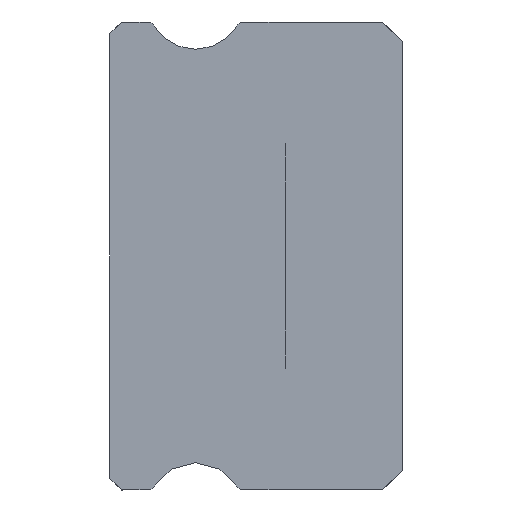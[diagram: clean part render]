
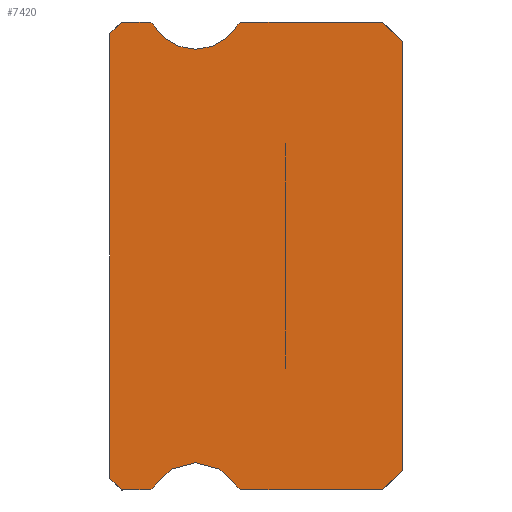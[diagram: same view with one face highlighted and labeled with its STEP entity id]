
A CAD part, left-side view. The second image highlights one B-rep face of the part: STEP entity #7420.
In plain terms, the highlighted planar face has unit normal (-1, 0, 0).
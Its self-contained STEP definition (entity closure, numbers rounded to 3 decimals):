
#15 = ORIENTED_EDGE ( 'NONE', *, *, #5304, .F. ) ;
#68 = AXIS2_PLACEMENT_3D ( 'NONE', #6335, #8212, #11799 ) ;
#161 = VECTOR ( 'NONE', #2808, 1000. ) ;
#162 = DIRECTION ( 'NONE',  ( 0., -1., 0. ) ) ;
#213 = ORIENTED_EDGE ( 'NONE', *, *, #10193, .F. ) ;
#297 = CARTESIAN_POINT ( 'NONE',  ( -7.5, 0.5, -6. ) ) ;
#303 = EDGE_CURVE ( 'NONE', #7162, #2233, #4853, .T. ) ;
#446 = VERTEX_POINT ( 'NONE', #1668 ) ;
#551 = ORIENTED_EDGE ( 'NONE', *, *, #9498, .F. ) ;
#686 = DIRECTION ( 'NONE',  ( 1., 0., 0. ) ) ;
#837 = AXIS2_PLACEMENT_3D ( 'NONE', #7981, #3450, #2749 ) ;
#896 = VERTEX_POINT ( 'NONE', #2859 ) ;
#1018 = ORIENTED_EDGE ( 'NONE', *, *, #11286, .T. ) ;
#1192 = CARTESIAN_POINT ( 'NONE',  ( -7.5, 7.2, 6. ) ) ;
#1349 = CARTESIAN_POINT ( 'NONE',  ( -7.5, 7.5, 5.7 ) ) ;
#1474 = ORIENTED_EDGE ( 'NONE', *, *, #303, .T. ) ;
#1487 = VERTEX_POINT ( 'NONE', #3453 ) ;
#1498 = VERTEX_POINT ( 'NONE', #9767 ) ;
#1635 = VERTEX_POINT ( 'NONE', #7538 ) ;
#1668 = CARTESIAN_POINT ( 'NONE',  ( -7.5, 6.512, -6. ) ) ;
#1744 = VERTEX_POINT ( 'NONE', #1192 ) ;
#1863 = FACE_OUTER_BOUND ( 'NONE', #6304, .T. ) ;
#1988 = ORIENTED_EDGE ( 'NONE', *, *, #2506, .F. ) ;
#1989 = LINE ( 'NONE', #5601, #8794 ) ;
#2154 = DIRECTION ( 'NONE',  ( 0., 0., -1. ) ) ;
#2201 = EDGE_CURVE ( 'NONE', #8720, #11272, #10984, .T. ) ;
#2216 = EDGE_CURVE ( 'NONE', #1635, #3190, #2471, .T. ) ;
#2233 = VERTEX_POINT ( 'NONE', #6318 ) ;
#2471 = LINE ( 'NONE', #3414, #2792 ) ;
#2506 = EDGE_CURVE ( 'NONE', #6819, #7930, #4058, .T. ) ;
#2534 = VECTOR ( 'NONE', #7169, 1000. ) ;
#2689 = CIRCLE ( 'NONE', #11431, 1.25 ) ;
#2725 = CIRCLE ( 'NONE', #10513, 1.25 ) ;
#2749 = DIRECTION ( 'NONE',  ( 0., 0., -1. ) ) ;
#2792 = VECTOR ( 'NONE', #8642, 1000. ) ;
#2808 = DIRECTION ( 'NONE',  ( 0., -0.707, -0.707 ) ) ;
#2859 = CARTESIAN_POINT ( 'NONE',  ( -7.5, 7.5, 5.7 ) ) ;
#2910 = CARTESIAN_POINT ( 'NONE',  ( -7.5, 0., -5.5 ) ) ;
#2922 = CARTESIAN_POINT ( 'NONE',  ( -7.5, 6.383, 5.925 ) ) ;
#3031 = DIRECTION ( 'NONE',  ( 0., 0., -1. ) ) ;
#3190 = VERTEX_POINT ( 'NONE', #6411 ) ;
#3264 = EDGE_CURVE ( 'NONE', #8119, #6819, #11135, .T. ) ;
#3283 = ORIENTED_EDGE ( 'NONE', *, *, #10993, .F. ) ;
#3414 = CARTESIAN_POINT ( 'NONE',  ( -7.5, 6.512, 6. ) ) ;
#3450 = DIRECTION ( 'NONE',  ( 1., 0., 0. ) ) ;
#3453 = CARTESIAN_POINT ( 'NONE',  ( -7.5, 7.5, -5.7 ) ) ;
#3671 = DIRECTION ( 'NONE',  ( 0., 0., -1. ) ) ;
#3677 = EDGE_CURVE ( 'NONE', #8119, #1744, #4591, .T. ) ;
#3771 = CIRCLE ( 'NONE', #8141, 0.15 ) ;
#3841 = CARTESIAN_POINT ( 'NONE',  ( -7.5, 6.512, -5.85 ) ) ;
#3904 = DIRECTION ( 'NONE',  ( 0., 0.707, -0.707 ) ) ;
#3992 = EDGE_CURVE ( 'NONE', #3190, #2233, #6415, .T. ) ;
#4058 = CIRCLE ( 'NONE', #68, 1.25 ) ;
#4087 = ORIENTED_EDGE ( 'NONE', *, *, #8296, .T. ) ;
#4289 = DIRECTION ( 'NONE',  ( 0., 0., -1. ) ) ;
#4376 = CARTESIAN_POINT ( 'NONE',  ( -7.5, 7.2, -6. ) ) ;
#4580 = CARTESIAN_POINT ( 'NONE',  ( -7.5, 6.512, 5.85 ) ) ;
#4591 = LINE ( 'NONE', #9194, #11519 ) ;
#4624 = CARTESIAN_POINT ( 'NONE',  ( -7.5, 6.512, -6. ) ) ;
#4702 = DIRECTION ( 'NONE',  ( 0., 1., 0. ) ) ;
#4845 = LINE ( 'NONE', #4624, #6801 ) ;
#4853 = LINE ( 'NONE', #7663, #8841 ) ;
#4869 = CIRCLE ( 'NONE', #5053, 0.15 ) ;
#4884 = ORIENTED_EDGE ( 'NONE', *, *, #10556, .F. ) ;
#4891 = CARTESIAN_POINT ( 'NONE',  ( -7.5, 5.3, -6.55 ) ) ;
#5053 = AXIS2_PLACEMENT_3D ( 'NONE', #3841, #7461, #3671 ) ;
#5162 = ORIENTED_EDGE ( 'NONE', *, *, #5477, .T. ) ;
#5304 = EDGE_CURVE ( 'NONE', #6379, #1635, #3771, .T. ) ;
#5374 = DIRECTION ( 'NONE',  ( 0., -0.707, -0.707 ) ) ;
#5392 = CARTESIAN_POINT ( 'NONE',  ( -7.5, 4.088, 5.85 ) ) ;
#5477 = EDGE_CURVE ( 'NONE', #1744, #896, #5844, .T. ) ;
#5601 = CARTESIAN_POINT ( 'NONE',  ( -7.5, 6.512, -6. ) ) ;
#5844 = LINE ( 'NONE', #1349, #6788 ) ;
#6121 = PLANE ( 'NONE',  #6444 ) ;
#6287 = LINE ( 'NONE', #4376, #6985 ) ;
#6304 = EDGE_LOOP ( 'NONE', ( #5162, #6615, #1018, #4087, #213, #3283, #7946, #4884, #8581, #1474, #11402, #8416, #15, #551, #1988, #6314, #11576 ) ) ;
#6314 = ORIENTED_EDGE ( 'NONE', *, *, #3264, .F. ) ;
#6318 = CARTESIAN_POINT ( 'NONE',  ( -7.5, 0., 5.5 ) ) ;
#6335 = CARTESIAN_POINT ( 'NONE',  ( -7.5, 5.3, 6.55 ) ) ;
#6379 = VERTEX_POINT ( 'NONE', #11601 ) ;
#6411 = CARTESIAN_POINT ( 'NONE',  ( -7.5, 0.5, 6. ) ) ;
#6415 = LINE ( 'NONE', #8042, #161 ) ;
#6444 = AXIS2_PLACEMENT_3D ( 'NONE', #4580, #8349, #2154 ) ;
#6520 = DIRECTION ( 'NONE',  ( 0., 0., 1. ) ) ;
#6544 = VERTEX_POINT ( 'NONE', #297 ) ;
#6615 = ORIENTED_EDGE ( 'NONE', *, *, #11037, .F. ) ;
#6688 = LINE ( 'NONE', #8328, #8030 ) ;
#6784 = CARTESIAN_POINT ( 'NONE',  ( -7.5, 5.3, 5.3 ) ) ;
#6788 = VECTOR ( 'NONE', #3904, 1000. ) ;
#6801 = VECTOR ( 'NONE', #162, 1000. ) ;
#6819 = VERTEX_POINT ( 'NONE', #2922 ) ;
#6985 = VECTOR ( 'NONE', #5374, 1000. ) ;
#7154 = CARTESIAN_POINT ( 'NONE',  ( -7.5, 4.217, -5.925 ) ) ;
#7162 = VERTEX_POINT ( 'NONE', #2910 ) ;
#7169 = DIRECTION ( 'NONE',  ( 0., 0.707, -0.707 ) ) ;
#7420 = ADVANCED_FACE ( 'NONE', ( #1863 ), #6121, .F. ) ;
#7461 = DIRECTION ( 'NONE',  ( 1., 0., 0. ) ) ;
#7538 = CARTESIAN_POINT ( 'NONE',  ( -7.5, 4.088, 6. ) ) ;
#7663 = CARTESIAN_POINT ( 'NONE',  ( -7.5, 0., 5.5 ) ) ;
#7689 = AXIS2_PLACEMENT_3D ( 'NONE', #8883, #11416, #4289 ) ;
#7930 = VERTEX_POINT ( 'NONE', #6784 ) ;
#7946 = ORIENTED_EDGE ( 'NONE', *, *, #2201, .F. ) ;
#7981 = CARTESIAN_POINT ( 'NONE',  ( -7.5, 6.512, 5.85 ) ) ;
#8030 = VECTOR ( 'NONE', #6520, 1000. ) ;
#8042 = CARTESIAN_POINT ( 'NONE',  ( -7.5, 0.5, 6. ) ) ;
#8045 = CARTESIAN_POINT ( 'NONE',  ( -7.5, 6.512, 6. ) ) ;
#8119 = VERTEX_POINT ( 'NONE', #8045 ) ;
#8141 = AXIS2_PLACEMENT_3D ( 'NONE', #5392, #686, #11563 ) ;
#8212 = DIRECTION ( 'NONE',  ( -1., 0., 0. ) ) ;
#8296 = EDGE_CURVE ( 'NONE', #11483, #446, #4845, .T. ) ;
#8328 = CARTESIAN_POINT ( 'NONE',  ( -7.5, 7.5, 5.85 ) ) ;
#8349 = DIRECTION ( 'NONE',  ( 1., 0., 0. ) ) ;
#8416 = ORIENTED_EDGE ( 'NONE', *, *, #2216, .F. ) ;
#8581 = ORIENTED_EDGE ( 'NONE', *, *, #10896, .F. ) ;
#8642 = DIRECTION ( 'NONE',  ( 0., -1., 0. ) ) ;
#8688 = DIRECTION ( 'NONE',  ( 0., 0., 1. ) ) ;
#8720 = VERTEX_POINT ( 'NONE', #11421 ) ;
#8794 = VECTOR ( 'NONE', #4702, 1000. ) ;
#8841 = VECTOR ( 'NONE', #8688, 1000. ) ;
#8883 = CARTESIAN_POINT ( 'NONE',  ( -7.5, 4.088, -5.85 ) ) ;
#9098 = DIRECTION ( 'NONE',  ( 0., 0., -1. ) ) ;
#9159 = LINE ( 'NONE', #11747, #2534 ) ;
#9194 = CARTESIAN_POINT ( 'NONE',  ( -7.5, 7.2, 6. ) ) ;
#9498 = EDGE_CURVE ( 'NONE', #7930, #6379, #2689, .T. ) ;
#9585 = CARTESIAN_POINT ( 'NONE',  ( -7.5, 7.2, -6. ) ) ;
#9767 = CARTESIAN_POINT ( 'NONE',  ( -7.5, 6.383, -5.925 ) ) ;
#10193 = EDGE_CURVE ( 'NONE', #1498, #446, #4869, .T. ) ;
#10235 = CARTESIAN_POINT ( 'NONE',  ( -7.5, 5.3, 6.55 ) ) ;
#10293 = DIRECTION ( 'NONE',  ( -1., 0., 0. ) ) ;
#10367 = DIRECTION ( 'NONE',  ( 0., 1., 0. ) ) ;
#10513 = AXIS2_PLACEMENT_3D ( 'NONE', #4891, #11205, #3031 ) ;
#10556 = EDGE_CURVE ( 'NONE', #6544, #8720, #1989, .T. ) ;
#10896 = EDGE_CURVE ( 'NONE', #7162, #6544, #9159, .T. ) ;
#10984 = CIRCLE ( 'NONE', #7689, 0.15 ) ;
#10993 = EDGE_CURVE ( 'NONE', #11272, #1498, #2725, .T. ) ;
#11037 = EDGE_CURVE ( 'NONE', #1487, #896, #6688, .T. ) ;
#11135 = CIRCLE ( 'NONE', #837, 0.15 ) ;
#11205 = DIRECTION ( 'NONE',  ( -1., 0., 0. ) ) ;
#11272 = VERTEX_POINT ( 'NONE', #7154 ) ;
#11286 = EDGE_CURVE ( 'NONE', #1487, #11483, #6287, .T. ) ;
#11402 = ORIENTED_EDGE ( 'NONE', *, *, #3992, .F. ) ;
#11416 = DIRECTION ( 'NONE',  ( 1., 0., 0. ) ) ;
#11421 = CARTESIAN_POINT ( 'NONE',  ( -7.5, 4.088, -6. ) ) ;
#11431 = AXIS2_PLACEMENT_3D ( 'NONE', #10235, #10293, #9098 ) ;
#11483 = VERTEX_POINT ( 'NONE', #9585 ) ;
#11519 = VECTOR ( 'NONE', #10367, 1000. ) ;
#11563 = DIRECTION ( 'NONE',  ( 0., 0., -1. ) ) ;
#11576 = ORIENTED_EDGE ( 'NONE', *, *, #3677, .T. ) ;
#11601 = CARTESIAN_POINT ( 'NONE',  ( -7.5, 4.217, 5.925 ) ) ;
#11747 = CARTESIAN_POINT ( 'NONE',  ( -7.5, 0., -5.5 ) ) ;
#11799 = DIRECTION ( 'NONE',  ( 0., 0., -1. ) ) ;
